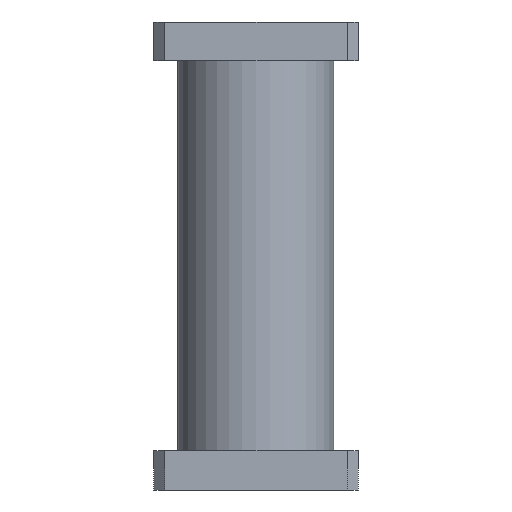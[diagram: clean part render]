
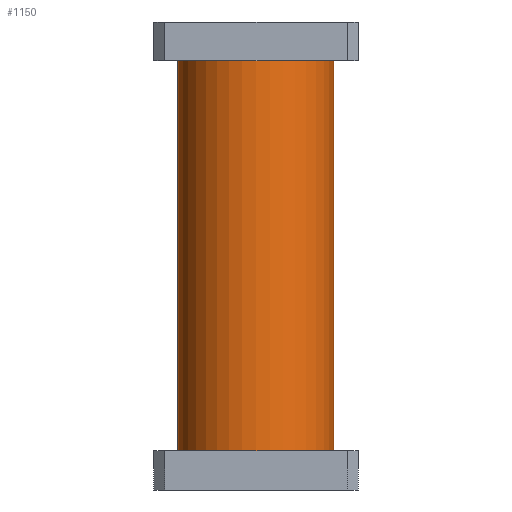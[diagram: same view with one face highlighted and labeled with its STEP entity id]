
A CAD part, front view. The second image highlights one B-rep face of the part: STEP entity #1150.
In plain terms, the highlighted cylindrical face has radius 12.7 mm (diameter 25.4 mm), a partial arc.
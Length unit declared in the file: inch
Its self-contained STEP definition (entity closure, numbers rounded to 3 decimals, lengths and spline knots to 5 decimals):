
#102 = VECTOR ( 'NONE', #302, 39.37008 ) ;
#149 = EDGE_CURVE ( 'NONE', #352, #644, #640, .T. ) ;
#218 = ORIENTED_EDGE ( 'NONE', *, *, #1202, .T. ) ;
#271 = DIRECTION ( 'NONE',  ( 0., 0., 1. ) ) ;
#302 = DIRECTION ( 'NONE',  ( 0., 0., 1. ) ) ;
#352 = VERTEX_POINT ( 'NONE', #550 ) ;
#367 = AXIS2_PLACEMENT_3D ( 'NONE', #452, #677, #765 ) ;
#403 = CARTESIAN_POINT ( 'NONE',  ( -0.656, 0.656, 2.75 ) ) ;
#414 = CARTESIAN_POINT ( 'NONE',  ( -1.156, 0.656, 0.25 ) ) ;
#415 = AXIS2_PLACEMENT_3D ( 'NONE', #403, #714, #1046 ) ;
#452 = CARTESIAN_POINT ( 'NONE',  ( -0.656, 0.656, 0.25 ) ) ;
#454 = VERTEX_POINT ( 'NONE', #1229 ) ;
#474 = CARTESIAN_POINT ( 'NONE',  ( -0.156, 0.656, 0.25 ) ) ;
#501 = ORIENTED_EDGE ( 'NONE', *, *, #149, .F. ) ;
#527 = CYLINDRICAL_SURFACE ( 'NONE', #367, 0.5 ) ;
#550 = CARTESIAN_POINT ( 'NONE',  ( -1.156, 0.656, 0.25 ) ) ;
#619 = EDGE_CURVE ( 'NONE', #352, #1203, #724, .T. ) ;
#640 = LINE ( 'NONE', #414, #102 ) ;
#644 = VERTEX_POINT ( 'NONE', #817 ) ;
#655 = CIRCLE ( 'NONE', #415, 0.5 ) ;
#677 = DIRECTION ( 'NONE',  ( 0., 0., 1. ) ) ;
#681 = AXIS2_PLACEMENT_3D ( 'NONE', #1354, #697, #1351 ) ;
#697 = DIRECTION ( 'NONE',  ( 0., 0., 1. ) ) ;
#714 = DIRECTION ( 'NONE',  ( 0., 0., 1. ) ) ;
#722 = LINE ( 'NONE', #474, #981 ) ;
#724 = CIRCLE ( 'NONE', #681, 0.5 ) ;
#765 = DIRECTION ( 'NONE',  ( 1., 0., 0. ) ) ;
#795 = CARTESIAN_POINT ( 'NONE',  ( -0.156, 0.656, 0.25 ) ) ;
#817 = CARTESIAN_POINT ( 'NONE',  ( -1.156, 0.656, 2.75 ) ) ;
#847 = ORIENTED_EDGE ( 'NONE', *, *, #619, .T. ) ;
#981 = VECTOR ( 'NONE', #271, 39.37008 ) ;
#1005 = EDGE_LOOP ( 'NONE', ( #501, #847, #218, #1367 ) ) ;
#1046 = DIRECTION ( 'NONE',  ( 1., 0., 0. ) ) ;
#1150 = ADVANCED_FACE ( 'NONE', ( #1162 ), #527, .T. ) ;
#1162 = FACE_OUTER_BOUND ( 'NONE', #1005, .T. ) ;
#1202 = EDGE_CURVE ( 'NONE', #1203, #454, #722, .T. ) ;
#1203 = VERTEX_POINT ( 'NONE', #795 ) ;
#1229 = CARTESIAN_POINT ( 'NONE',  ( -0.156, 0.656, 2.75 ) ) ;
#1351 = DIRECTION ( 'NONE',  ( 1., 0., 0. ) ) ;
#1354 = CARTESIAN_POINT ( 'NONE',  ( -0.656, 0.656, 0.25 ) ) ;
#1367 = ORIENTED_EDGE ( 'NONE', *, *, #1370, .F. ) ;
#1370 = EDGE_CURVE ( 'NONE', #644, #454, #655, .T. ) ;
